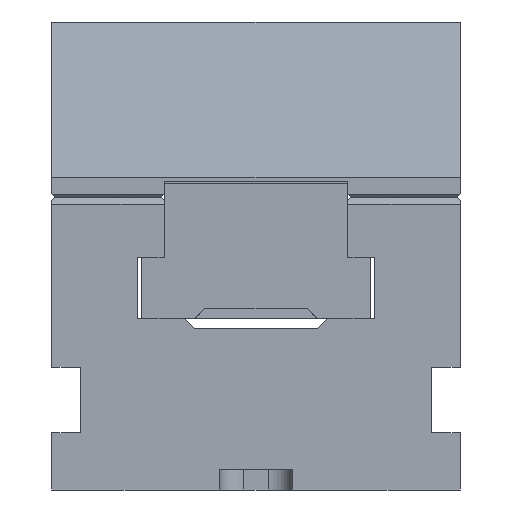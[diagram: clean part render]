
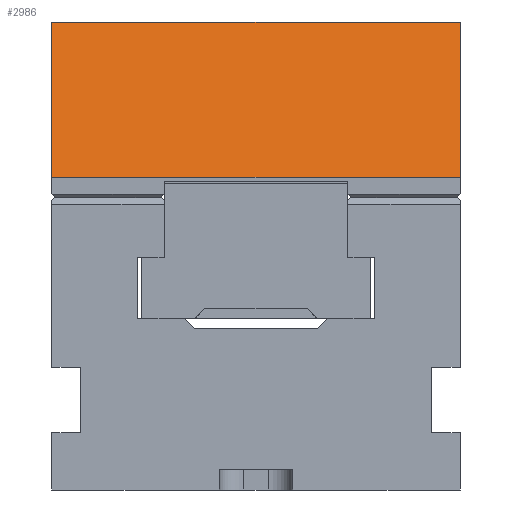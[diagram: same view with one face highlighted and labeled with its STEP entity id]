
A CAD part, front view. The second image highlights one B-rep face of the part: STEP entity #2986.
In plain terms, the highlighted face is planar.
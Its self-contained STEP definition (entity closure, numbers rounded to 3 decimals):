
#2986 = ADVANCED_FACE( '', ( #7054 ), #7055, .F. );
#7054 = FACE_OUTER_BOUND( '', #12444, .T. );
#7055 = PLANE( '', #12445 );
#12444 = EDGE_LOOP( '', ( #20768, #20769, #20770, #20771 ) );
#12445 = AXIS2_PLACEMENT_3D( '', #20772, #20773, #20774 );
#20768 = ORIENTED_EDGE( '', *, *, #34797, .T. );
#20769 = ORIENTED_EDGE( '', *, *, #34798, .F. );
#20770 = ORIENTED_EDGE( '', *, *, #34799, .F. );
#20771 = ORIENTED_EDGE( '', *, *, #34800, .T. );
#20772 = CARTESIAN_POINT( '', ( 50., 27.3, 43. ) );
#20773 = DIRECTION( '', ( 0., -0.966, -0.259 ) );
#20774 = DIRECTION( '', ( 0., 0.259, -0.966 ) );
#34797 = EDGE_CURVE( '', #42981, #42982, #42983, .T. );
#34798 = EDGE_CURVE( '', #42984, #42982, #42985, .T. );
#34799 = EDGE_CURVE( '', #42986, #42984, #42987, .T. );
#34800 = EDGE_CURVE( '', #42986, #42981, #42988, .T. );
#42981 = VERTEX_POINT( '', #54435 );
#42982 = VERTEX_POINT( '', #54436 );
#42983 = LINE( '', #54437, #54438 );
#42984 = VERTEX_POINT( '', #54439 );
#42985 = LINE( '', #54440, #54441 );
#42986 = VERTEX_POINT( '', #54442 );
#42987 = LINE( '', #54443, #54444 );
#42988 = LINE( '', #54445, #54446 );
#54435 = CARTESIAN_POINT( '', ( -50., 37.5, 4.933 ) );
#54436 = CARTESIAN_POINT( '', ( -50., 27.3, 43. ) );
#54437 = CARTESIAN_POINT( '', ( -50., 27.3, 43. ) );
#54438 = VECTOR( '', #63834, 1000. );
#54439 = CARTESIAN_POINT( '', ( 50., 27.3, 43. ) );
#54440 = CARTESIAN_POINT( '', ( 50., 27.3, 43. ) );
#54441 = VECTOR( '', #63835, 1000. );
#54442 = CARTESIAN_POINT( '', ( 50., 37.5, 4.933 ) );
#54443 = CARTESIAN_POINT( '', ( 50., 27.3, 43. ) );
#54444 = VECTOR( '', #63836, 1000. );
#54445 = CARTESIAN_POINT( '', ( 50., 37.5, 4.933 ) );
#54446 = VECTOR( '', #63837, 1000. );
#63834 = DIRECTION( '', ( 0., -0.259, 0.966 ) );
#63835 = DIRECTION( '', ( -1., 0., 0. ) );
#63836 = DIRECTION( '', ( 0., -0.259, 0.966 ) );
#63837 = DIRECTION( '', ( -1., 0., 0. ) );
